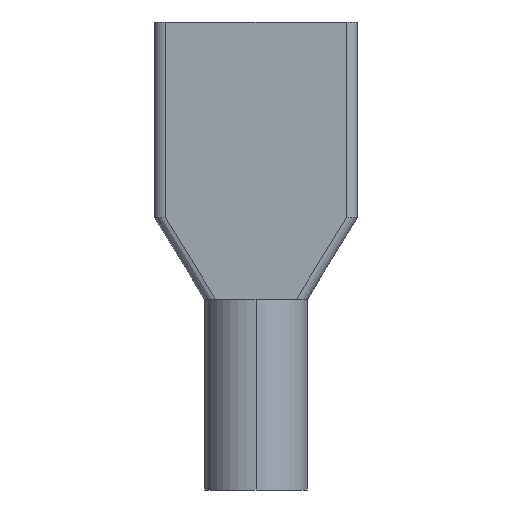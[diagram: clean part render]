
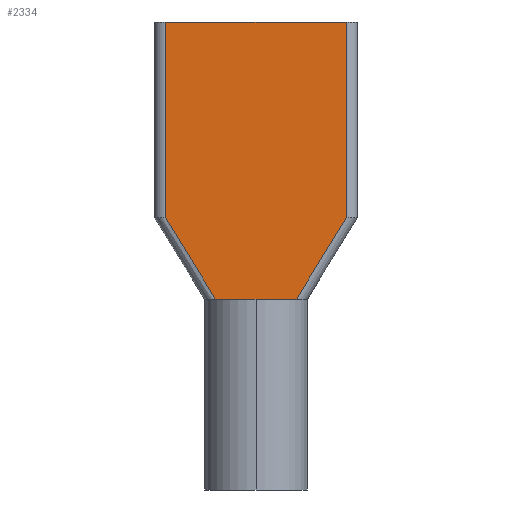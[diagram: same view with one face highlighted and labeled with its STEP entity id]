
A CAD part, front view. The second image highlights one B-rep face of the part: STEP entity #2334.
In plain terms, the highlighted planar face has unit normal (0, -1, 0).
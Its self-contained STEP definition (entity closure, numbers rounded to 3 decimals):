
#762=DIRECTION('',(-1.,0.,0.));
#763=VECTOR('',#762,8.2);
#764=CARTESIAN_POINT('',(4.1,-1.16,0.508));
#765=LINE('',#764,#763);
#845=DIRECTION('',(0.523,0.,-0.852));
#846=VECTOR('',#845,4.341);
#847=CARTESIAN_POINT('',(-4.1,-1.16,-8.352));
#848=LINE('',#847,#846);
#849=DIRECTION('',(-0.523,0.,-0.852));
#850=VECTOR('',#849,4.341);
#851=CARTESIAN_POINT('',(4.1,-1.16,-8.352));
#852=LINE('',#851,#850);
#853=DIRECTION('',(0.,0.,1.));
#854=VECTOR('',#853,8.86);
#855=CARTESIAN_POINT('',(-4.1,-1.16,-8.352));
#856=LINE('',#855,#854);
#862=DIRECTION('',(0.,0.,1.));
#863=VECTOR('',#862,8.86);
#864=CARTESIAN_POINT('',(4.1,-1.16,-8.352));
#865=LINE('',#864,#863);
#935=DIRECTION('',(-1.,0.,0.));
#936=VECTOR('',#935,3.66);
#937=CARTESIAN_POINT('',(1.83,-1.16,-12.052));
#938=LINE('',#937,#936);
#993=CARTESIAN_POINT('',(4.1,-1.16,0.508));
#994=CARTESIAN_POINT('',(-4.1,-1.16,0.508));
#995=VERTEX_POINT('',#993);
#996=VERTEX_POINT('',#994);
#1074=CARTESIAN_POINT('',(1.83,-1.16,-12.052));
#1076=VERTEX_POINT('',#1074);
#1077=CARTESIAN_POINT('',(-1.83,-1.16,-12.052));
#1079=VERTEX_POINT('',#1077);
#1099=CARTESIAN_POINT('',(-4.1,-1.16,-8.352));
#1100=VERTEX_POINT('',#1099);
#1101=CARTESIAN_POINT('',(4.1,-1.16,-8.352));
#1102=VERTEX_POINT('',#1101);
#2318=CARTESIAN_POINT('',(-4.1,-1.16,0.508));
#2319=DIRECTION('',(0.,-1.,0.));
#2320=DIRECTION('',(1.,0.,0.));
#2321=AXIS2_PLACEMENT_3D('',#2318,#2319,#2320);
#2322=PLANE('',#2321);
#2324=ORIENTED_EDGE('',*,*,#2323,.F.);
#2326=ORIENTED_EDGE('',*,*,#2325,.T.);
#2328=ORIENTED_EDGE('',*,*,#2327,.T.);
#2329=ORIENTED_EDGE('',*,*,#2310,.F.);
#2330=ORIENTED_EDGE('',*,*,#2275,.T.);
#2331=ORIENTED_EDGE('',*,*,#2162,.F.);
#2332=EDGE_LOOP('',(#2324,#2326,#2328,#2329,#2330,#2331));
#2333=FACE_OUTER_BOUND('',#2332,.F.);
#2162=EDGE_CURVE('',#995,#996,#765,.T.);
#2275=EDGE_CURVE('',#1100,#996,#856,.T.);
#2310=EDGE_CURVE('',#1100,#1079,#848,.T.);
#2323=EDGE_CURVE('',#1102,#995,#865,.T.);
#2325=EDGE_CURVE('',#1102,#1076,#852,.T.);
#2327=EDGE_CURVE('',#1076,#1079,#938,.T.);
#2334=ADVANCED_FACE('',(#2333),#2322,.T.);
